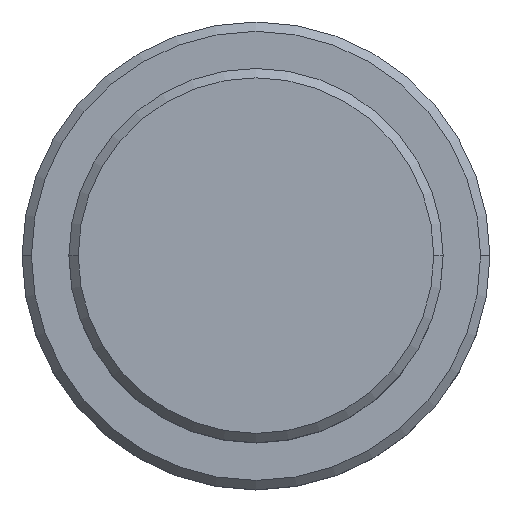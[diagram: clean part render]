
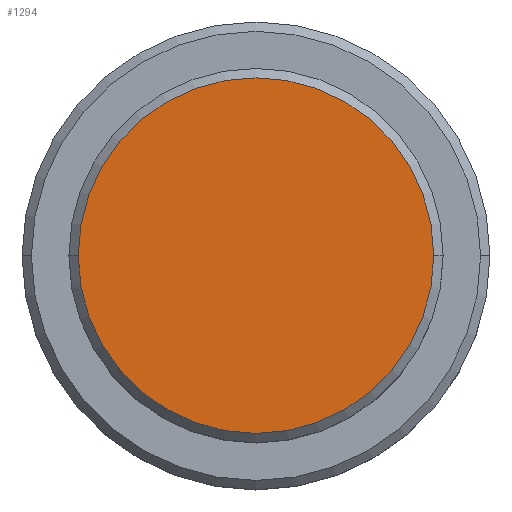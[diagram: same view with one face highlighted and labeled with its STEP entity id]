
A CAD part, top view. The second image highlights one B-rep face of the part: STEP entity #1294.
In plain terms, the highlighted planar face has unit normal (0, 0, 1).
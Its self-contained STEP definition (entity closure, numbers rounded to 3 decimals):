
#4 = FACE_OUTER_BOUND ( 'NONE', #382, .T. ) ;
#13 = DIRECTION ( 'NONE',  ( 1., 0., 0. ) ) ;
#25 = AXIS2_PLACEMENT_3D ( 'NONE', #972, #1415, #328 ) ;
#52 = EDGE_CURVE ( 'NONE', #341, #1041, #772, .T. ) ;
#226 = CARTESIAN_POINT ( 'NONE',  ( 0., 0., 0. ) ) ;
#229 = DIRECTION ( 'NONE',  ( 1., 0., 0. ) ) ;
#246 = PLANE ( 'NONE',  #533 ) ;
#328 = DIRECTION ( 'NONE',  ( 1., 0., 0. ) ) ;
#341 = VERTEX_POINT ( 'NONE', #1272 ) ;
#382 = EDGE_LOOP ( 'NONE', ( #633, #612 ) ) ;
#417 = CIRCLE ( 'NONE', #578, 9.5 ) ;
#460 = CARTESIAN_POINT ( 'NONE',  ( -9.5, 0., 0. ) ) ;
#533 = AXIS2_PLACEMENT_3D ( 'NONE', #226, #767, #13 ) ;
#578 = AXIS2_PLACEMENT_3D ( 'NONE', #1190, #1089, #229 ) ;
#612 = ORIENTED_EDGE ( 'NONE', *, *, #52, .T. ) ;
#633 = ORIENTED_EDGE ( 'NONE', *, *, #895, .T. ) ;
#767 = DIRECTION ( 'NONE',  ( 0., 0., 1. ) ) ;
#772 = CIRCLE ( 'NONE', #25, 9.5 ) ;
#895 = EDGE_CURVE ( 'NONE', #1041, #341, #417, .T. ) ;
#972 = CARTESIAN_POINT ( 'NONE',  ( 0., 0., 0. ) ) ;
#1041 = VERTEX_POINT ( 'NONE', #460 ) ;
#1089 = DIRECTION ( 'NONE',  ( 0., 0., 1. ) ) ;
#1190 = CARTESIAN_POINT ( 'NONE',  ( 0., 0., 0. ) ) ;
#1272 = CARTESIAN_POINT ( 'NONE',  ( 9.5, 0., 0. ) ) ;
#1294 = ADVANCED_FACE ( 'NONE', ( #4 ), #246, .T. ) ;
#1415 = DIRECTION ( 'NONE',  ( 0., 0., 1. ) ) ;
